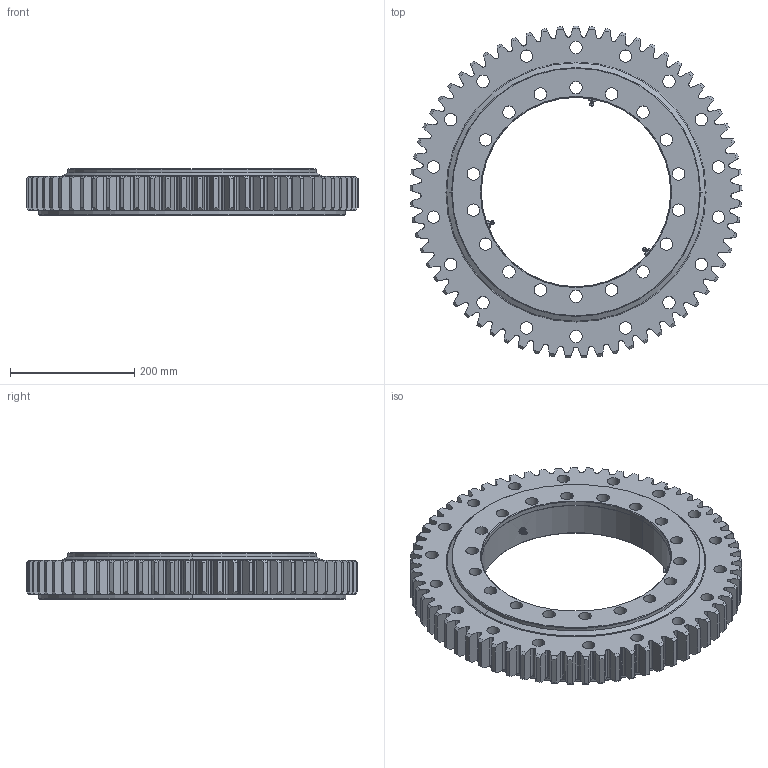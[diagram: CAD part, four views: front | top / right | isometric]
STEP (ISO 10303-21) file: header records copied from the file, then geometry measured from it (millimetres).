
FILE_DESCRIPTION (( 'STEP AP214' ), '1' );
FILE_NAME ('E.535.25.00.D.1.STEP', '2016-01-29T07:11:43', ( '' ), ( '' ), 'SwSTEP 2.0', 'SolidWorks 2015', '' );
FILE_SCHEMA (( 'AUTOMOTIVE_DESIGN' ));
Length unit declared in the file: millimetre
Products named in the file (7): E.535.25.00.D.1; Grease nipple M10x1mm; C.535.B25B.A1N.1 - OR Seal; C.535.B25B.A1N.1 - IR Seal; Ball D25; C.535.B25B.A1N.1 - OR; C.535.B25B.A1N.1 - IR
Assembly tree (50 placements, depth 2):
  E.535.25.00.D.1
    C.535.B25B.A1N.1 - IR
    C.535.B25B.A1N.1 - OR
    Ball D25  x43
    C.535.B25B.A1N.1 - IR Seal
    C.535.B25B.A1N.1 - OR Seal
    Grease nipple M10x1mm  x3
Bounding box: 534.96 x 534.82 x 75 mm (x, y, z)
Volume: 7496531.6 mm3; surface area: 1039295.2 mm2
Topology: 50 solids, 50 shells, 1022 faces, 2921 edges, 1924 vertices
Faces by surface type: bspline 325, cone 208, cylinder 187, plane 176, sphere 86, torus 40
Entity records: 31938 total; most frequent: CARTESIAN_POINT 10793, ORIENTED_EDGE 4956, DIRECTION 3298, EDGE_CURVE 2478, VERTEX_POINT 1627, AXIS2_PLACEMENT_3D 1180, EDGE_LOOP 965, B_SPLINE_CURVE_WITH_KNOTS 958
